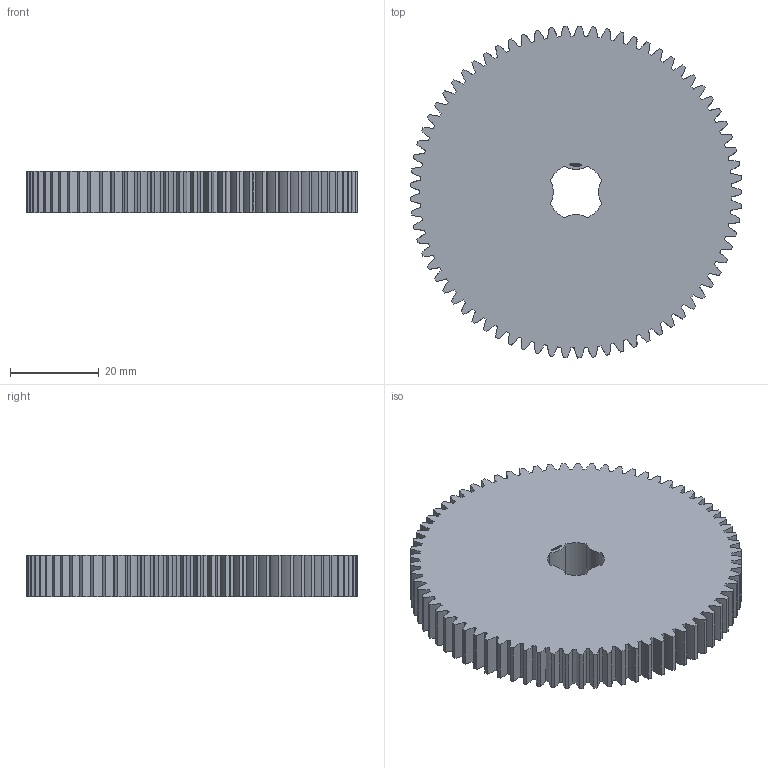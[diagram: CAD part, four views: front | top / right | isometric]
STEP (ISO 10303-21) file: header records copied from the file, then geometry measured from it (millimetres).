
FILE_DESCRIPTION(('FreeCAD Model'),'2;1');
FILE_NAME('Open CASCADE Shape Model','2024-03-10T23:13:52',(''),(''), 'Open CASCADE STEP processor 7.6','FreeCAD','Unknown');
FILE_SCHEMA(('AUTOMOTIVE_DESIGN { 1 0 10303 214 1 1 1 1 }'));
Products named in the file (1): Gear Wheel PLN TTH73 BU00.75 SFT-SHD - SPN-GWH-0271 (stemfie.org)
Bounding box: 74.98 x 75 x 9.38 mm (x, y, z)
Volume: 38053.2 mm3; surface area: 12834.2 mm2
Topology: 1 solids, 1 shells, 734 faces, 2109 edges, 1406 vertices
Faces by surface type: extrusion 402, plane 324, cylinder 8
Entity records: 70067 total; most frequent: CARTESIAN_POINT 25638, DIRECTION 5803, VECTOR 5089, LINE 4687, ORIENTED_EDGE 4218, PCURVE 4218, DEFINITIONAL_REPRESENTATION 4218, EDGE_CURVE 2109
